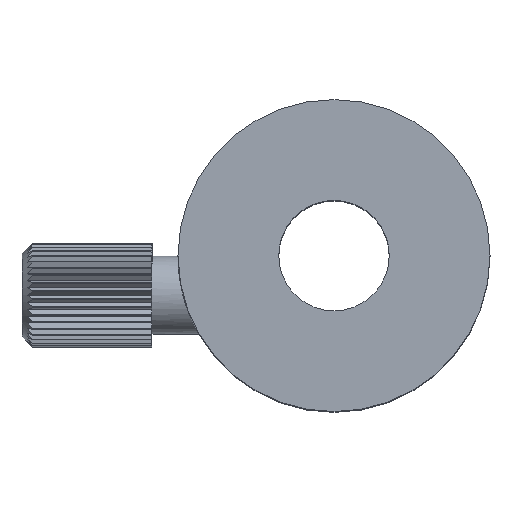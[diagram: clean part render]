
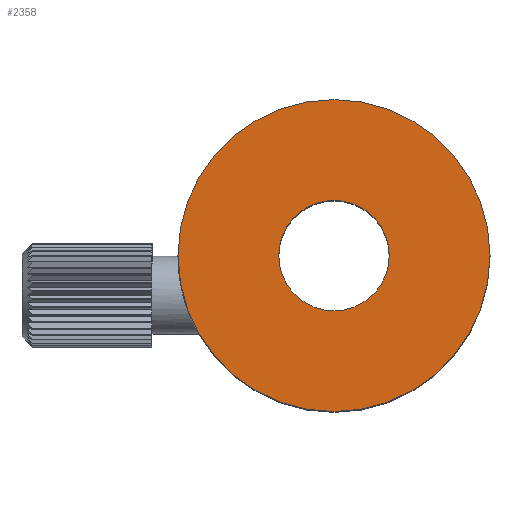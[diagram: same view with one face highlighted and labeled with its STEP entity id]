
A CAD part, top view. The second image highlights one B-rep face of the part: STEP entity #2358.
In plain terms, the highlighted planar face has unit normal (0, 0, 1).
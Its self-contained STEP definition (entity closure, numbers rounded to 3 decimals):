
#1236=VERTEX_POINT('',#3254);
#1924=VERTEX_POINT('',#4006);
#2350=EDGE_CURVE('',#2586,#1924,#4471,.T.);
#2358=ADVANCED_FACE('',(#4481,#4482),#4483,.T.);
#2384=EDGE_CURVE('',#1924,#2586,#4512,.T.);
#2434=EDGE_CURVE('',#1236,#2802,#4565,.T.);
#2558=EDGE_CURVE('',#2802,#1236,#4698,.T.);
#2586=VERTEX_POINT('',#4726);
#2802=VERTEX_POINT('',#4961);
#3254=CARTESIAN_POINT('',(12.,0.,0.));
#4006=CARTESIAN_POINT('',(4.25,0.,0.));
#4471=CIRCLE('',#7609,4.25);
#4481=FACE_OUTER_BOUND('',#7621,.T.);
#4482=FACE_BOUND('',#7622,.T.);
#4483=PLANE('',#7623);
#4512=CIRCLE('',#7664,4.25);
#4565=CIRCLE('',#7772,12.0);
#4698=CIRCLE('',#7983,12.0);
#4726=CARTESIAN_POINT('',(-4.25,0.,0.));
#4961=CARTESIAN_POINT('',(-12.0,0.,0.));
#7609=AXIS2_PLACEMENT_3D('',#10595,#10596,#10597);
#7621=EDGE_LOOP('',(#10616,#10617));
#7622=EDGE_LOOP('',(#10618,#10619));
#7623=AXIS2_PLACEMENT_3D('',#10620,#10621,#10622);
#7664=AXIS2_PLACEMENT_3D('',#10657,#10658,#10659);
#7772=AXIS2_PLACEMENT_3D('',#10706,#10707,#10708);
#7983=AXIS2_PLACEMENT_3D('',#10833,#10834,#10835);
#10595=CARTESIAN_POINT('',(0.,0.,0.));
#10596=DIRECTION('',(0.,0.,-1.0));
#10597=DIRECTION('',(-1.0,0.,0.));
#10616=ORIENTED_EDGE('',*,*,#2558,.F.);
#10617=ORIENTED_EDGE('',*,*,#2434,.F.);
#10618=ORIENTED_EDGE('',*,*,#2350,.T.);
#10619=ORIENTED_EDGE('',*,*,#2384,.T.);
#10620=CARTESIAN_POINT('',(-8.125,0.,0.));
#10621=DIRECTION('',(0.,0.,1.0));
#10622=DIRECTION('',(-1.0,0.,0.));
#10657=CARTESIAN_POINT('',(0.,0.,0.));
#10658=DIRECTION('',(0.,0.,-1.0));
#10659=DIRECTION('',(-1.0,0.,0.));
#10706=CARTESIAN_POINT('',(0.,0.,0.));
#10707=DIRECTION('',(0.,0.,-1.0));
#10708=DIRECTION('',(-1.0,0.,0.));
#10833=CARTESIAN_POINT('',(0.,0.,0.));
#10834=DIRECTION('',(0.,0.,-1.0));
#10835=DIRECTION('',(-1.0,0.,0.));
